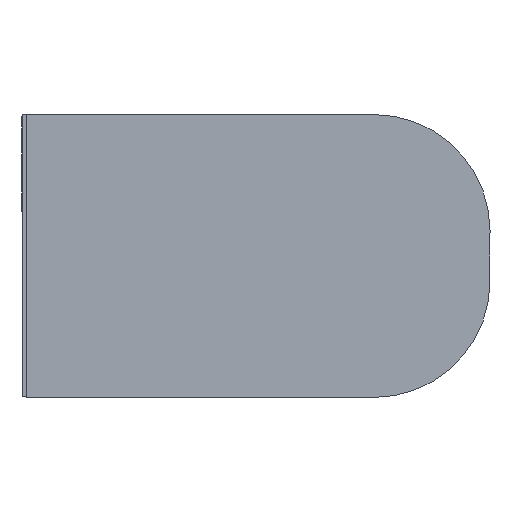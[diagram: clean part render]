
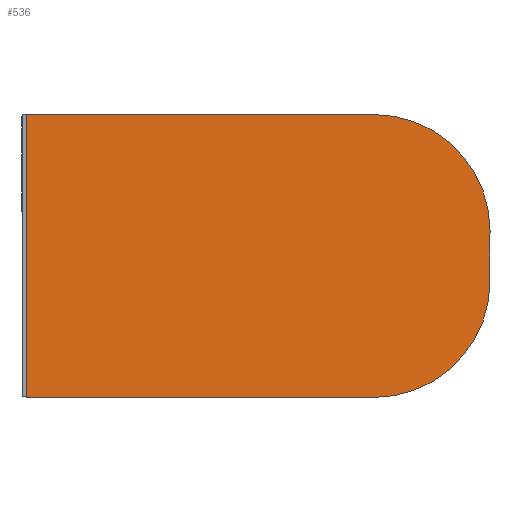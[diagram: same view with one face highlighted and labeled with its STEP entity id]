
A CAD part, front view. The second image highlights one B-rep face of the part: STEP entity #536.
In plain terms, the highlighted planar face has unit normal (0.052, -0.999, 0).
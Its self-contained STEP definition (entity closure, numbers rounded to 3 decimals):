
#31=PLANE('',#604);
#59=FACE_OUTER_BOUND('',#91,.T.);
#91=EDGE_LOOP('',(#482,#483,#484,#485,#486,#487,#488));
#112=LINE('',#839,#162);
#120=LINE('',#861,#170);
#125=LINE('',#876,#175);
#142=LINE('',#918,#192);
#143=LINE('',#919,#193);
#162=VECTOR('',#677,10.);
#170=VECTOR('',#695,10.);
#175=VECTOR('',#710,10.);
#192=VECTOR('',#761,10.);
#193=VECTOR('',#762,10.);
#211=CIRCLE('',#580,20.);
#214=CIRCLE('',#586,20.);
#246=VERTEX_POINT('',#836);
#247=VERTEX_POINT('',#838);
#251=VERTEX_POINT('',#848);
#252=VERTEX_POINT('',#849);
#256=VERTEX_POINT('',#859);
#260=VERTEX_POINT('',#873);
#261=VERTEX_POINT('',#875);
#304=EDGE_CURVE('',#246,#247,#112,.T.);
#309=EDGE_CURVE('',#251,#252,#211,.T.);
#315=EDGE_CURVE('',#256,#251,#120,.T.);
#319=EDGE_CURVE('',#247,#256,#214,.T.);
#322=EDGE_CURVE('',#260,#261,#125,.T.);
#344=EDGE_CURVE('',#261,#246,#142,.T.);
#345=EDGE_CURVE('',#252,#260,#143,.T.);
#482=ORIENTED_EDGE('',*,*,#309,.F.);
#483=ORIENTED_EDGE('',*,*,#315,.F.);
#484=ORIENTED_EDGE('',*,*,#319,.F.);
#485=ORIENTED_EDGE('',*,*,#304,.F.);
#486=ORIENTED_EDGE('',*,*,#344,.F.);
#487=ORIENTED_EDGE('',*,*,#322,.F.);
#488=ORIENTED_EDGE('',*,*,#345,.F.);
#536=ADVANCED_FACE('',(#59),#31,.T.);
#580=AXIS2_PLACEMENT_3D('',#850,#685,#686);
#586=AXIS2_PLACEMENT_3D('',#868,#704,#705);
#604=AXIS2_PLACEMENT_3D('',#917,#759,#760);
#677=DIRECTION('',(0.999,0.052,0.));
#685=DIRECTION('center_axis',(-0.052,0.999,0.));
#686=DIRECTION('ref_axis',(0.706,0.037,-0.707));
#695=DIRECTION('',(0.,0.,-1.));
#704=DIRECTION('center_axis',(-0.052,0.999,0.));
#705=DIRECTION('ref_axis',(0.706,0.037,0.707));
#710=DIRECTION('',(0.,0.,1.));
#759=DIRECTION('center_axis',(0.052,-0.999,0.));
#760=DIRECTION('ref_axis',(-0.999,-0.052,0.));
#761=DIRECTION('',(0.,0.,1.));
#762=DIRECTION('',(-0.999,-0.052,0.));
#836=CARTESIAN_POINT('',(-9.7,-15.8,2.5));
#838=CARTESIAN_POINT('',(50.218,-12.66,2.5));
#839=CARTESIAN_POINT('',(-9.7,-15.8,2.5));
#848=CARTESIAN_POINT('',(70.19,-11.613,-26.25));
#849=CARTESIAN_POINT('',(50.218,-12.66,-46.25));
#850=CARTESIAN_POINT('Origin',(50.218,-12.66,-26.25));
#859=CARTESIAN_POINT('',(70.19,-11.613,-17.5));
#861=CARTESIAN_POINT('',(70.19,-11.613,2.5));
#868=CARTESIAN_POINT('Origin',(50.218,-12.66,-17.5));
#873=CARTESIAN_POINT('',(-9.7,-15.8,-46.25));
#875=CARTESIAN_POINT('',(-9.7,-15.8,-46.15));
#876=CARTESIAN_POINT('',(-9.7,-15.8,2.5));
#917=CARTESIAN_POINT('Origin',(70.19,-11.613,2.5));
#918=CARTESIAN_POINT('',(-9.7,-15.8,2.5));
#919=CARTESIAN_POINT('',(-9.7,-15.8,-46.25));
